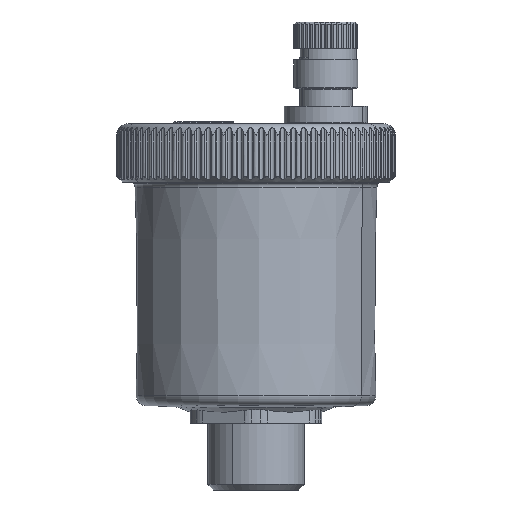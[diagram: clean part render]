
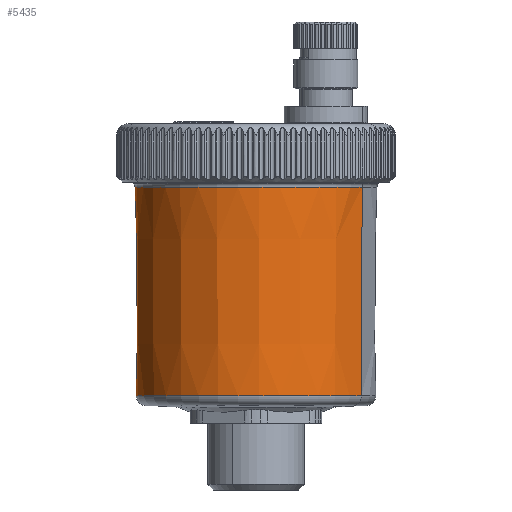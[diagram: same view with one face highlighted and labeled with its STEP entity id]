
A CAD part, left-side view. The second image highlights one B-rep face of the part: STEP entity #5435.
In plain terms, the highlighted conical face has half-angle 0.3 degrees and reference radius 20.589 mm.
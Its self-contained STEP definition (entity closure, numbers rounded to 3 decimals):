
#5354=CARTESIAN_POINT('Vertex',(9.875,18.077,-36.209)) ;
#5361=CARTESIAN_POINT('Vertex',(-9.875,-18.077,-36.209)) ;
#5381=CARTESIAN_POINT('Axis2P3D Location',(0.,0.,-36.209)) ;
#5393=CARTESIAN_POINT('Axis2P3D Location',(0.,0.,-37.9)) ;
#5398=CARTESIAN_POINT('Line Origine',(9.919,18.156,-18.935)) ;
#5402=CARTESIAN_POINT('Vertex',(9.965,18.241,-0.38)) ;
#5409=CARTESIAN_POINT('Vertex',(-9.965,-18.241,-0.38)) ;
#5412=CARTESIAN_POINT('Line Origine',(-9.919,-18.156,-18.935)) ;
#5424=CARTESIAN_POINT('Axis2P3D Location',(0.,0.,-0.38)) ;
#5382=DIRECTION('Axis2P3D Direction',(0.,0.,-1.)) ;
#5394=DIRECTION('Axis2P3D Direction',(0.,0.,1.)) ;
#5395=DIRECTION('Axis2P3D XDirection',(-0.479,-0.878,0.)) ;
#5399=DIRECTION('Vector Direction',(0.003,0.005,1.)) ;
#5413=DIRECTION('Vector Direction',(-0.003,-0.005,1.)) ;
#5425=DIRECTION('Axis2P3D Direction',(0.,0.,1.)) ;
#5383=AXIS2_PLACEMENT_3D('Circle Axis2P3D',#5381,#5382,$) ;
#5396=AXIS2_PLACEMENT_3D('Cone Axis2P3D',#5393,#5394,#5395) ;
#5426=AXIS2_PLACEMENT_3D('Circle Axis2P3D',#5424,#5425,$) ;
#5430=ORIENTED_EDGE('',*,*,#5416,.F.) ;
#5431=ORIENTED_EDGE('',*,*,#5428,.F.) ;
#5432=ORIENTED_EDGE('',*,*,#5404,.T.) ;
#5433=ORIENTED_EDGE('',*,*,#5385,.F.) ;
#5400=VECTOR('Line Direction',#5399,1.) ;
#5414=VECTOR('Line Direction',#5413,1.) ;
#5435=ADVANCED_FACE('PartBody',(#5434),#5397,.T.) ;
#5384=CIRCLE('generated circle',#5383,20.598) ;
#5427=CIRCLE('generated circle',#5426,20.786) ;
#5397=CONICAL_SURFACE('Cone',#5396,20.589,0.005) ;
#5385=EDGE_CURVE('',#5362,#5355,#5384,.T.) ;
#5404=EDGE_CURVE('',#5403,#5355,#5401,.F.) ;
#5416=EDGE_CURVE('',#5410,#5362,#5415,.F.) ;
#5428=EDGE_CURVE('',#5403,#5410,#5427,.T.) ;
#5429=EDGE_LOOP('',(#5430,#5431,#5432,#5433)) ;
#5434=FACE_OUTER_BOUND('',#5429,.T.) ;
#5401=LINE('Line',#5398,#5400) ;
#5415=LINE('Line',#5412,#5414) ;
#5355=VERTEX_POINT('',#5354) ;
#5362=VERTEX_POINT('',#5361) ;
#5403=VERTEX_POINT('',#5402) ;
#5410=VERTEX_POINT('',#5409) ;
